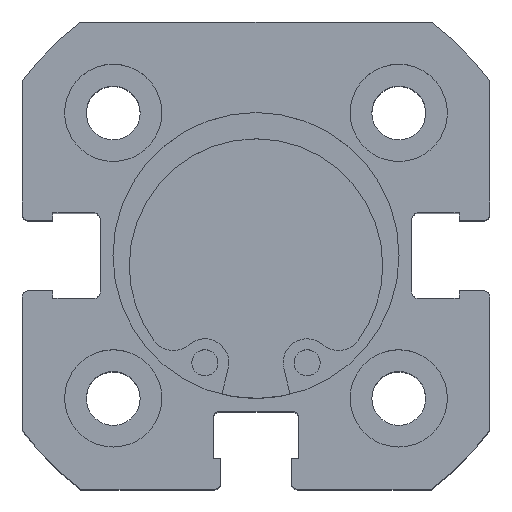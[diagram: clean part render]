
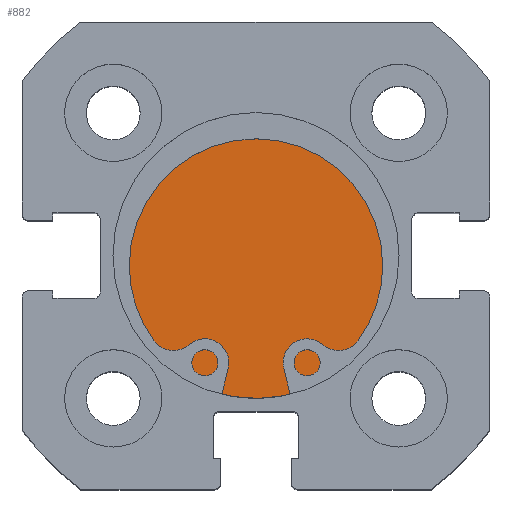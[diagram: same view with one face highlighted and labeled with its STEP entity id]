
A CAD part, top view. The second image highlights one B-rep face of the part: STEP entity #882.
In plain terms, the highlighted face is planar.
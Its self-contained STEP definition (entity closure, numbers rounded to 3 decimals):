
#17 = AXIS2_PLACEMENT_3D ( 'NONE', #2695, #2696, #2697 ) ;
#262 = AXIS2_PLACEMENT_3D ( 'NONE', #2730, #2731, #2732 ) ;
#549 = CIRCLE ( 'NONE', #17, 11. ) ;
#571 = CIRCLE ( 'NONE', #262, 11. ) ;
#882 = ADVANCED_FACE ( 'NONE', ( #5317 ), #3543, .F. ) ;
#1185 = EDGE_CURVE ( 'NONE', #4107, #4904, #549, .T. ) ;
#1199 = EDGE_CURVE ( 'NONE', #4904, #4107, #571, .T. ) ;
#1604 = ORIENTED_EDGE ( 'NONE', *, *, #1199, .F. ) ;
#1609 = ORIENTED_EDGE ( 'NONE', *, *, #1185, .F. ) ;
#2255 = CARTESIAN_POINT ( 'NONE',  ( 6., 0., -11. ) ) ;
#2695 = CARTESIAN_POINT ( 'NONE',  ( 6., 0., 0. ) ) ;
#2696 = DIRECTION ( 'NONE',  ( -1., 0., 0. ) ) ;
#2697 = DIRECTION ( 'NONE',  ( 0., 0., 1. ) ) ;
#2730 = CARTESIAN_POINT ( 'NONE',  ( 6., 0., 0. ) ) ;
#2731 = DIRECTION ( 'NONE',  ( -1., 0., 0. ) ) ;
#2732 = DIRECTION ( 'NONE',  ( 0., 0., 1. ) ) ;
#3052 = CARTESIAN_POINT ( 'NONE',  ( 6., 0., 11. ) ) ;
#3501 = DIRECTION ( 'NONE',  ( -1., 0., 0. ) ) ;
#3508 = DIRECTION ( 'NONE',  ( 0., 0., 1. ) ) ;
#3543 = PLANE ( 'NONE',  #4341 ) ;
#3548 = CARTESIAN_POINT ( 'NONE',  ( 6., 11., 0. ) ) ;
#4107 = VERTEX_POINT ( 'NONE', #3052 ) ;
#4341 = AXIS2_PLACEMENT_3D ( 'NONE', #3548, #3501, #3508 ) ;
#4904 = VERTEX_POINT ( 'NONE', #2255 ) ;
#5142 = EDGE_LOOP ( 'NONE', ( #1609, #1604 ) ) ;
#5317 = FACE_OUTER_BOUND ( 'NONE', #5142, .T. ) ;
